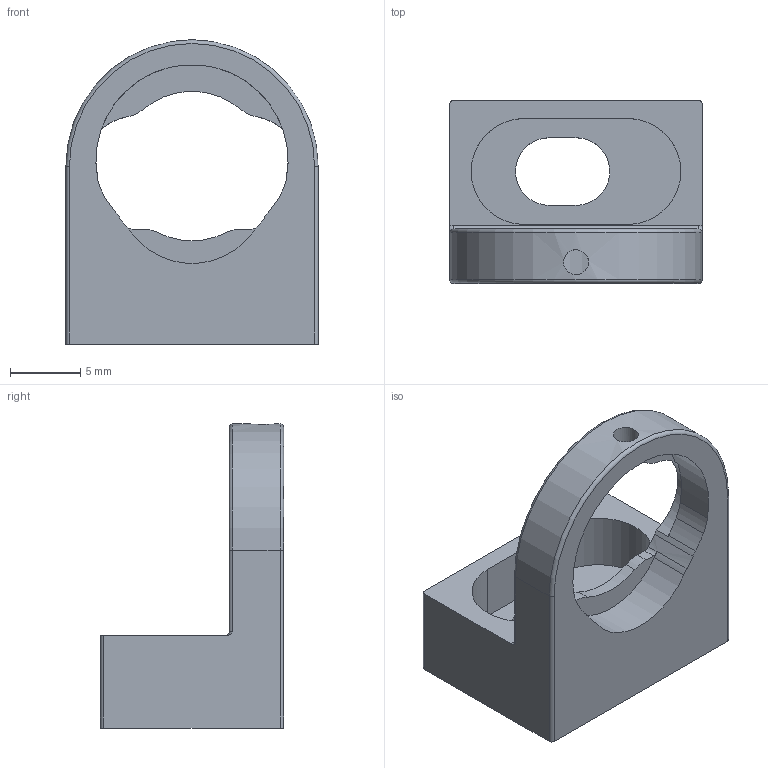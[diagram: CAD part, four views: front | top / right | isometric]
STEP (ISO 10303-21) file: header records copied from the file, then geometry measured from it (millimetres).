
FILE_DESCRIPTION(/* description */ ('STEP AP242','CAx-IF Rec.Pracs.---Representation and Presentation of Product Manufacturing Information (PMI)---4.0---2014-10-13','CAx-IF Rec.Pracs.---3D Tessellated Geometry---0.4---2014-09-14','2;1'),/* implementation_level */ '2;1');
FILE_NAME(/* name */ '627bcefa411a9867bab46c46',/* time_stamp */ '2022-05-11T14:58:03+00:00',/* author */ (''),/* organization */ (''),/* preprocessor_version */ 'ST-DEVELOPER v18.101',/* originating_system */ ' ',/* authorisation */ ' ');
FILE_SCHEMA (('AP242_MANAGED_MODEL_BASED_3D_ENGINEERING_MIM_LF { 1 0 10303 442 1 1 4 }'));
Length unit declared in the file: metre
Products named in the file (1): Pickoff Mount
Bounding box: 18.01 x 13.08 x 21.7 mm (x, y, z)
Volume: 1437.4 mm3; surface area: 1524.4 mm2
Topology: 1 solids, 1 shells, 57 faces, 157 edges, 103 vertices
Faces by surface type: cylinder 35, plane 18, torus 4
Full cylindrical faces by diameter (mm): 1.778 x1
Entity records: 1889 total; most frequent: DIRECTION 347, CARTESIAN_POINT 341, ORIENTED_EDGE 310, EDGE_CURVE 155, AXIS2_PLACEMENT_3D 138, VERTEX_POINT 102, CIRCLE 80, LINE 71
